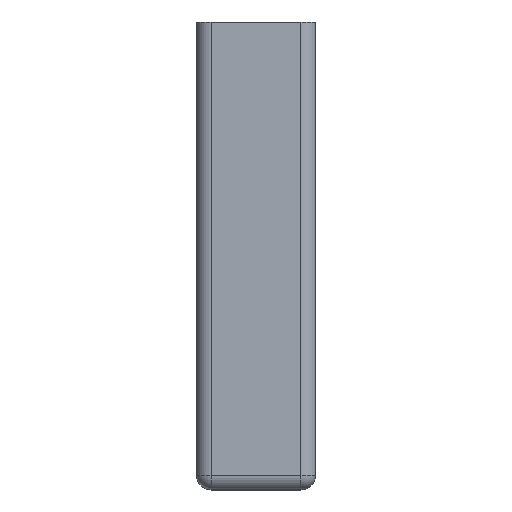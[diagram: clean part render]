
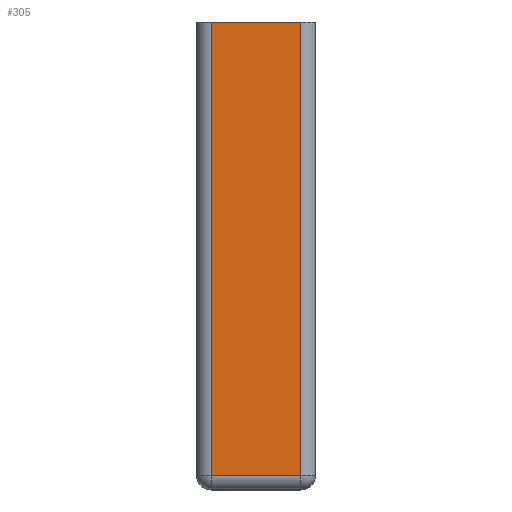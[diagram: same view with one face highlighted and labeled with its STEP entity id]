
A CAD part, left-side view. The second image highlights one B-rep face of the part: STEP entity #305.
In plain terms, the highlighted planar face has unit normal (-1, 0, 0).
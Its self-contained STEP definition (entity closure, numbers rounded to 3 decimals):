
#1 = ORIENTED_EDGE ( 'NONE', *, *, #233, .T. ) ;
#3 = CARTESIAN_POINT ( 'NONE',  ( -84., -3., 0. ) ) ;
#39 = VERTEX_POINT ( 'NONE', #429 ) ;
#42 = CARTESIAN_POINT ( 'NONE',  ( -84., -3., 0. ) ) ;
#101 = DIRECTION ( 'NONE',  ( 0., 0., 1. ) ) ;
#136 = VECTOR ( 'NONE', #690, 1000. ) ;
#164 = LINE ( 'NONE', #42, #813 ) ;
#233 = EDGE_CURVE ( 'NONE', #431, #39, #374, .T. ) ;
#247 = ORIENTED_EDGE ( 'NONE', *, *, #586, .T. ) ;
#303 = EDGE_LOOP ( 'NONE', ( #380, #1, #874, #247 ) ) ;
#305 = ADVANCED_FACE ( 'NONE', ( #615 ), #1034, .T. ) ;
#316 = DIRECTION ( 'NONE',  ( 0., 0., -1. ) ) ;
#338 = LINE ( 'NONE', #1059, #1287 ) ;
#374 = LINE ( 'NONE', #696, #136 ) ;
#380 = ORIENTED_EDGE ( 'NONE', *, *, #1334, .T. ) ;
#383 = CARTESIAN_POINT ( 'NONE',  ( -84., 3., -30.3 ) ) ;
#429 = CARTESIAN_POINT ( 'NONE',  ( -84., -3., -30.3 ) ) ;
#431 = VERTEX_POINT ( 'NONE', #383 ) ;
#586 = EDGE_CURVE ( 'NONE', #1297, #1168, #338, .T. ) ;
#608 = CARTESIAN_POINT ( 'NONE',  ( -84., -4., 0. ) ) ;
#615 = FACE_OUTER_BOUND ( 'NONE', #303, .T. ) ;
#690 = DIRECTION ( 'NONE',  ( 0., -1., 0. ) ) ;
#696 = CARTESIAN_POINT ( 'NONE',  ( -84., -4., -30.3 ) ) ;
#746 = DIRECTION ( 'NONE',  ( 0., 1., 0. ) ) ;
#752 = AXIS2_PLACEMENT_3D ( 'NONE', #608, #1026, #101 ) ;
#813 = VECTOR ( 'NONE', #1278, 1000. ) ;
#836 = CARTESIAN_POINT ( 'NONE',  ( -84., 3., 0. ) ) ;
#874 = ORIENTED_EDGE ( 'NONE', *, *, #1110, .T. ) ;
#1026 = DIRECTION ( 'NONE',  ( -1., 0., 0. ) ) ;
#1034 = PLANE ( 'NONE',  #752 ) ;
#1059 = CARTESIAN_POINT ( 'NONE',  ( -84., -4., 0. ) ) ;
#1099 = VECTOR ( 'NONE', #316, 1000. ) ;
#1110 = EDGE_CURVE ( 'NONE', #39, #1297, #164, .T. ) ;
#1168 = VERTEX_POINT ( 'NONE', #1328 ) ;
#1255 = LINE ( 'NONE', #836, #1099 ) ;
#1278 = DIRECTION ( 'NONE',  ( 0., 0., 1. ) ) ;
#1287 = VECTOR ( 'NONE', #746, 1000. ) ;
#1297 = VERTEX_POINT ( 'NONE', #3 ) ;
#1328 = CARTESIAN_POINT ( 'NONE',  ( -84., 3., 0. ) ) ;
#1334 = EDGE_CURVE ( 'NONE', #1168, #431, #1255, .T. ) ;
